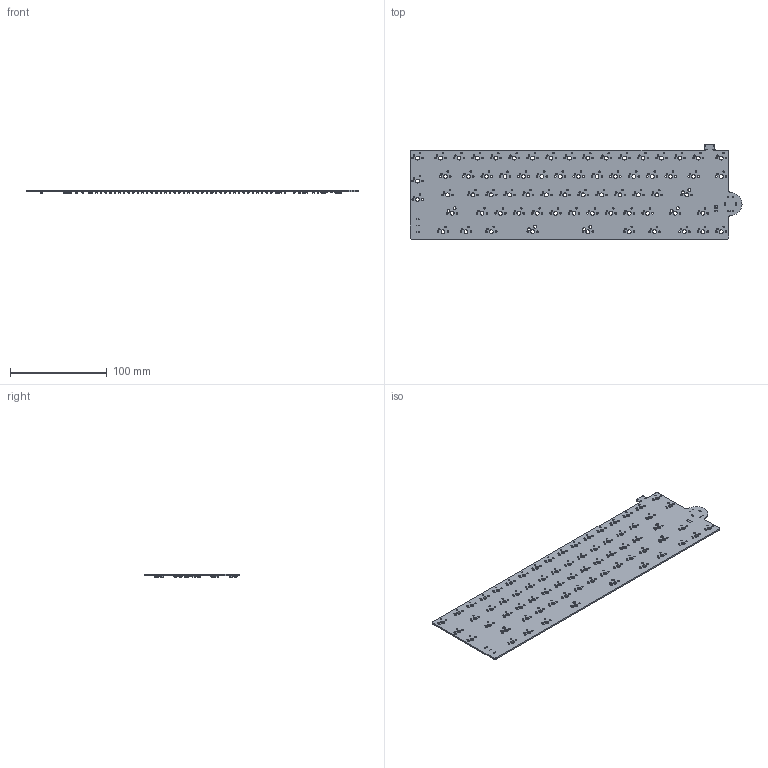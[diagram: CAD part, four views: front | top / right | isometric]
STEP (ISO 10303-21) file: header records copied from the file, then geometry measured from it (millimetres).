
FILE_DESCRIPTION(('KiCad electronic assembly'),'2;1');
FILE_NAME('CL70_PCB.step','2025-08-01T12:10:21',('Pcbnew'),('Kicad'), 'Open CASCADE STEP processor 7.8','KiCad to STEP converter','Unknown' );
FILE_SCHEMA(('AUTOMOTIVE_DESIGN { 1 0 10303 214 1 1 1 1 }'));
Length unit declared in the file: millimetre
Products named in the file (8): CL70_PCB 1; D_SOD-123; SOT-143; SW_SPST_TL3342; Crystal_SMD_3225-4Pin_3.2x2.5mm; QFN-44-1EP_7x7mm_P0.5mm_EP5.15x5.15mm; Fuse_1206_3216Metric; CL70_PCB_PCB
Assembly tree (77 placements, depth 2):
  CL70_PCB 1
    D_SOD-123  x71
    SOT-143
    SW_SPST_TL3342
    Crystal_SMD_3225-4Pin_3.2x2.5mm
    QFN-44-1EP_7x7mm_P0.5mm_EP5.15x5.15mm
    Fuse_1206_3216Metric
    CL70_PCB_PCB
Bounding box: 343.79 x 98.05 x 3.13 mm (x, y, z)
Volume: 44489.4 mm3; surface area: 65074.4 mm2
Topology: 77 solids, 78 shells, 5791 faces, 14030 edges, 8477 vertices
Faces by surface type: plane 2822, bspline 1890, cylinder 1078, torus 1
Full cylindrical faces by diameter (mm): 0.5 x1, 0.65 x2, 0.9 x6, 1 x11, 1.5 x130, 1.75 x140, 2 x1, 3.05 x10, 4 x70
Entity records: 43471 total; most frequent: CARTESIAN_POINT 7472, DIRECTION 6254, ORIENTED_EDGE 6220, EDGE_CURVE 3110, AXIS2_PLACEMENT_3D 2147, VERTEX_POINT 2037, LINE 1960, VECTOR 1960
